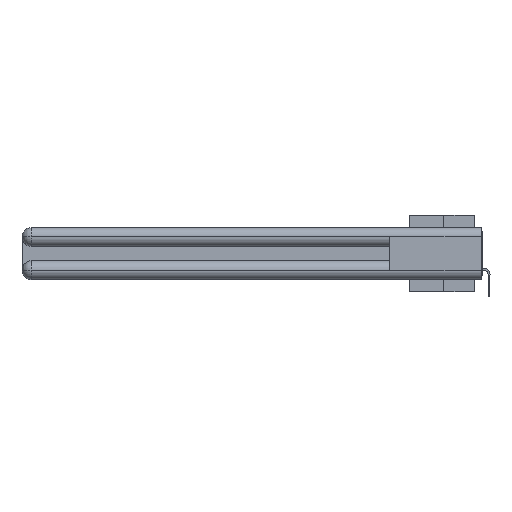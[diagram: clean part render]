
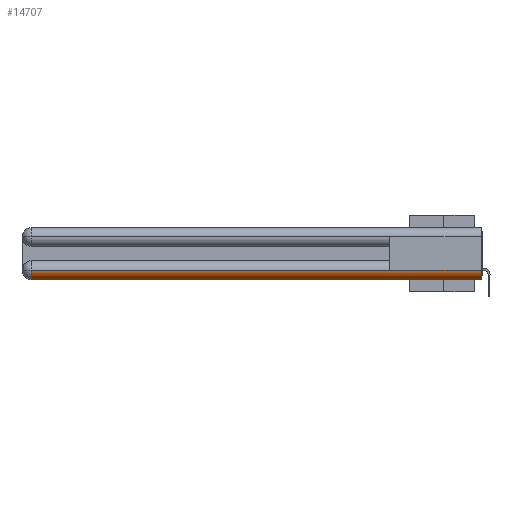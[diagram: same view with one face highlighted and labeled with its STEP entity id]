
A CAD part, left-side view. The second image highlights one B-rep face of the part: STEP entity #14707.
In plain terms, the highlighted cylindrical face has radius 1.562 mm (diameter 3.124 mm), a partial arc.
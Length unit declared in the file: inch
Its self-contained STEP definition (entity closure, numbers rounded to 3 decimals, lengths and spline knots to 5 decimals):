
#56 = FACE_OUTER_BOUND ( 'NONE', #3923, .T. ) ;
#65 = VECTOR ( 'NONE', #1005, 39.37008 ) ;
#1005 = DIRECTION ( 'NONE',  ( 0., 1., 0. ) ) ;
#1738 = DIRECTION ( 'NONE',  ( 0., 0., 1. ) ) ;
#1911 = EDGE_CURVE ( 'NONE', #15627, #23257, #10769, .T. ) ;
#2288 = AXIS2_PLACEMENT_3D ( 'NONE', #24618, #3588, #10408 ) ;
#2469 = VERTEX_POINT ( 'NONE', #21413 ) ;
#3063 = AXIS2_PLACEMENT_3D ( 'NONE', #28018, #27722, #1738 ) ;
#3588 = DIRECTION ( 'NONE',  ( 0., -1., 0. ) ) ;
#3923 = EDGE_LOOP ( 'NONE', ( #22739, #11428, #10680, #23961, #8636 ) ) ;
#4262 = DIRECTION ( 'NONE',  ( 0., 1., 0. ) ) ;
#6018 = CARTESIAN_POINT ( 'NONE',  ( 0., 2.94, -0.2785 ) ) ;
#7457 = CYLINDRICAL_SURFACE ( 'NONE', #2288, 0.0615 ) ;
#7784 = CARTESIAN_POINT ( 'NONE',  ( 0., 0.6, -0.2785 ) ) ;
#8636 = ORIENTED_EDGE ( 'NONE', *, *, #23227, .F. ) ;
#8955 = LINE ( 'NONE', #13184, #65 ) ;
#9080 = EDGE_CURVE ( 'NONE', #2469, #16470, #25867, .T. ) ;
#9324 = DIRECTION ( 'NONE',  ( 0., -1., 0. ) ) ;
#10408 = DIRECTION ( 'NONE',  ( 0., 0., -1. ) ) ;
#10680 = ORIENTED_EDGE ( 'NONE', *, *, #19334, .F. ) ;
#10769 = CIRCLE ( 'NONE', #3063, 0.0615 ) ;
#11428 = ORIENTED_EDGE ( 'NONE', *, *, #1911, .T. ) ;
#12044 = LINE ( 'NONE', #28246, #15000 ) ;
#13184 = CARTESIAN_POINT ( 'NONE',  ( 0.0615, 0., -0.34 ) ) ;
#14707 = ADVANCED_FACE ( 'NONE', ( #56 ), #7457, .T. ) ;
#15000 = VECTOR ( 'NONE', #4262, 39.37008 ) ;
#15627 = VERTEX_POINT ( 'NONE', #6018 ) ;
#15646 = CARTESIAN_POINT ( 'NONE',  ( 0., 0., -0.2785 ) ) ;
#16083 = VERTEX_POINT ( 'NONE', #7784 ) ;
#16453 = DIRECTION ( 'NONE',  ( 1., 0., 0. ) ) ;
#16470 = VERTEX_POINT ( 'NONE', #25627 ) ;
#16663 = LINE ( 'NONE', #15646, #27099 ) ;
#18652 = CARTESIAN_POINT ( 'NONE',  ( 0.0615, 2.94, -0.34 ) ) ;
#19334 = EDGE_CURVE ( 'NONE', #16470, #23257, #8955, .T. ) ;
#21013 = AXIS2_PLACEMENT_3D ( 'NONE', #26148, #9324, #16453 ) ;
#21413 = CARTESIAN_POINT ( 'NONE',  ( 0., 0., -0.2785 ) ) ;
#22739 = ORIENTED_EDGE ( 'NONE', *, *, #26389, .T. ) ;
#23227 = EDGE_CURVE ( 'NONE', #16083, #2469, #16663, .T. ) ;
#23257 = VERTEX_POINT ( 'NONE', #18652 ) ;
#23459 = DIRECTION ( 'NONE',  ( 0., -1., 0. ) ) ;
#23961 = ORIENTED_EDGE ( 'NONE', *, *, #9080, .F. ) ;
#24618 = CARTESIAN_POINT ( 'NONE',  ( 0.0615, 0., -0.2785 ) ) ;
#25627 = CARTESIAN_POINT ( 'NONE',  ( 0.0615, 0., -0.34 ) ) ;
#25867 = CIRCLE ( 'NONE', #21013, 0.0615 ) ;
#26148 = CARTESIAN_POINT ( 'NONE',  ( 0.0615, 0., -0.2785 ) ) ;
#26389 = EDGE_CURVE ( 'NONE', #16083, #15627, #12044, .T. ) ;
#27099 = VECTOR ( 'NONE', #23459, 39.37008 ) ;
#27722 = DIRECTION ( 'NONE',  ( 0., -1., 0. ) ) ;
#28018 = CARTESIAN_POINT ( 'NONE',  ( 0.0615, 2.94, -0.2785 ) ) ;
#28246 = CARTESIAN_POINT ( 'NONE',  ( 0., 0., -0.2785 ) ) ;
